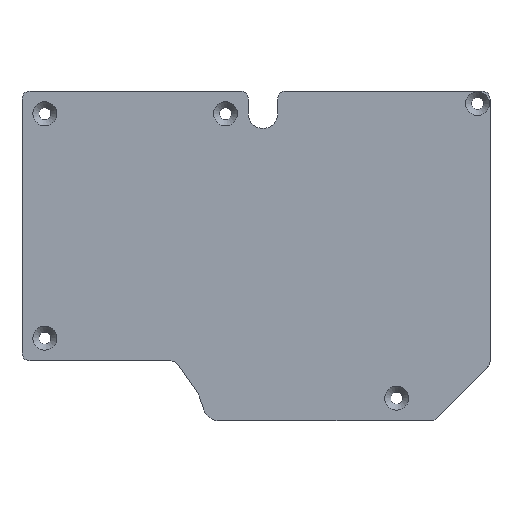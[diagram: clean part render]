
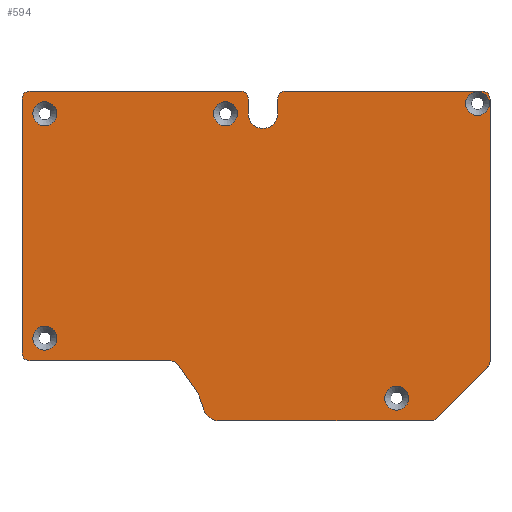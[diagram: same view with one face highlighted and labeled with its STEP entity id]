
A CAD part, top view. The second image highlights one B-rep face of the part: STEP entity #594.
In plain terms, the highlighted planar face has unit normal (0, 0, 1).
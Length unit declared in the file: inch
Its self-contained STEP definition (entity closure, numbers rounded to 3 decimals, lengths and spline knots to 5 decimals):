
#15=LINE('',#943,#59);
#16=LINE('',#947,#60);
#17=LINE('',#951,#61);
#18=LINE('',#955,#62);
#19=LINE('',#959,#63);
#20=LINE('',#963,#64);
#21=LINE('',#967,#65);
#22=LINE('',#971,#66);
#23=LINE('',#975,#67);
#24=LINE('',#979,#68);
#25=LINE('',#982,#69);
#59=VECTOR('',#765,39.37008);
#60=VECTOR('',#768,39.37008);
#61=VECTOR('',#771,39.37008);
#62=VECTOR('',#774,39.37008);
#63=VECTOR('',#777,39.37008);
#64=VECTOR('',#780,39.37008);
#65=VECTOR('',#783,39.37008);
#66=VECTOR('',#786,39.37008);
#67=VECTOR('',#789,39.37008);
#68=VECTOR('',#792,39.37008);
#69=VECTOR('',#795,39.37008);
#103=PLANE('',#663);
#142=FACE_BOUND('',#207,.T.);
#143=FACE_BOUND('',#208,.T.);
#144=FACE_BOUND('',#209,.T.);
#145=FACE_BOUND('',#210,.T.);
#146=FACE_BOUND('',#211,.T.);
#162=FACE_OUTER_BOUND('',#206,.T.);
#206=EDGE_LOOP('',(#437,#438,#439,#440,#441,#442,#443,#444,#445,#446,#447,
#448,#449,#450,#451,#452,#453,#454,#455,#456,#457,#458));
#207=EDGE_LOOP('',(#459));
#208=EDGE_LOOP('',(#460));
#209=EDGE_LOOP('',(#461));
#210=EDGE_LOOP('',(#462));
#211=EDGE_LOOP('',(#463));
#241=CIRCLE('',#640,0.08685);
#244=CIRCLE('',#645,0.08685);
#247=CIRCLE('',#650,0.08685);
#250=CIRCLE('',#655,0.08685);
#253=CIRCLE('',#660,0.08685);
#255=CIRCLE('',#664,0.0625);
#256=CIRCLE('',#665,0.0625);
#257=CIRCLE('',#666,0.12);
#258=CIRCLE('',#667,0.058);
#259=CIRCLE('',#668,0.058);
#260=CIRCLE('',#669,0.058);
#261=CIRCLE('',#670,0.058);
#262=CIRCLE('',#671,0.1065);
#263=CIRCLE('',#672,0.058);
#264=CIRCLE('',#673,0.058);
#265=CIRCLE('',#674,0.058);
#278=VERTEX_POINT('',#901);
#281=VERTEX_POINT('',#909);
#284=VERTEX_POINT('',#917);
#287=VERTEX_POINT('',#925);
#290=VERTEX_POINT('',#933);
#292=VERTEX_POINT('',#939);
#293=VERTEX_POINT('',#940);
#294=VERTEX_POINT('',#942);
#295=VERTEX_POINT('',#944);
#296=VERTEX_POINT('',#946);
#297=VERTEX_POINT('',#948);
#298=VERTEX_POINT('',#950);
#299=VERTEX_POINT('',#952);
#300=VERTEX_POINT('',#954);
#301=VERTEX_POINT('',#956);
#302=VERTEX_POINT('',#958);
#303=VERTEX_POINT('',#960);
#304=VERTEX_POINT('',#962);
#305=VERTEX_POINT('',#964);
#306=VERTEX_POINT('',#966);
#307=VERTEX_POINT('',#968);
#308=VERTEX_POINT('',#970);
#309=VERTEX_POINT('',#972);
#310=VERTEX_POINT('',#974);
#311=VERTEX_POINT('',#976);
#312=VERTEX_POINT('',#978);
#313=VERTEX_POINT('',#980);
#337=EDGE_CURVE('',#278,#278,#241,.T.);
#340=EDGE_CURVE('',#281,#281,#244,.T.);
#343=EDGE_CURVE('',#284,#284,#247,.T.);
#346=EDGE_CURVE('',#287,#287,#250,.T.);
#349=EDGE_CURVE('',#290,#290,#253,.T.);
#351=EDGE_CURVE('',#292,#293,#255,.T.);
#352=EDGE_CURVE('',#293,#294,#15,.T.);
#353=EDGE_CURVE('',#294,#295,#256,.T.);
#354=EDGE_CURVE('',#295,#296,#16,.T.);
#355=EDGE_CURVE('',#296,#297,#257,.T.);
#356=EDGE_CURVE('',#297,#298,#17,.T.);
#357=EDGE_CURVE('',#298,#299,#258,.T.);
#358=EDGE_CURVE('',#299,#300,#18,.T.);
#359=EDGE_CURVE('',#300,#301,#259,.T.);
#360=EDGE_CURVE('',#301,#302,#19,.T.);
#361=EDGE_CURVE('',#302,#303,#260,.T.);
#362=EDGE_CURVE('',#303,#304,#20,.T.);
#363=EDGE_CURVE('',#304,#305,#261,.T.);
#364=EDGE_CURVE('',#305,#306,#21,.T.);
#365=EDGE_CURVE('',#306,#307,#262,.T.);
#366=EDGE_CURVE('',#307,#308,#22,.T.);
#367=EDGE_CURVE('',#308,#309,#263,.T.);
#368=EDGE_CURVE('',#309,#310,#23,.T.);
#369=EDGE_CURVE('',#310,#311,#264,.T.);
#370=EDGE_CURVE('',#311,#312,#24,.T.);
#371=EDGE_CURVE('',#312,#313,#265,.T.);
#372=EDGE_CURVE('',#313,#292,#25,.T.);
#437=ORIENTED_EDGE('',*,*,#351,.T.);
#438=ORIENTED_EDGE('',*,*,#352,.T.);
#439=ORIENTED_EDGE('',*,*,#353,.T.);
#440=ORIENTED_EDGE('',*,*,#354,.T.);
#441=ORIENTED_EDGE('',*,*,#355,.T.);
#442=ORIENTED_EDGE('',*,*,#356,.T.);
#443=ORIENTED_EDGE('',*,*,#357,.T.);
#444=ORIENTED_EDGE('',*,*,#358,.T.);
#445=ORIENTED_EDGE('',*,*,#359,.T.);
#446=ORIENTED_EDGE('',*,*,#360,.T.);
#447=ORIENTED_EDGE('',*,*,#361,.T.);
#448=ORIENTED_EDGE('',*,*,#362,.T.);
#449=ORIENTED_EDGE('',*,*,#363,.T.);
#450=ORIENTED_EDGE('',*,*,#364,.T.);
#451=ORIENTED_EDGE('',*,*,#365,.T.);
#452=ORIENTED_EDGE('',*,*,#366,.T.);
#453=ORIENTED_EDGE('',*,*,#367,.T.);
#454=ORIENTED_EDGE('',*,*,#368,.T.);
#455=ORIENTED_EDGE('',*,*,#369,.T.);
#456=ORIENTED_EDGE('',*,*,#370,.T.);
#457=ORIENTED_EDGE('',*,*,#371,.T.);
#458=ORIENTED_EDGE('',*,*,#372,.T.);
#459=ORIENTED_EDGE('',*,*,#349,.F.);
#460=ORIENTED_EDGE('',*,*,#337,.F.);
#461=ORIENTED_EDGE('',*,*,#340,.F.);
#462=ORIENTED_EDGE('',*,*,#343,.F.);
#463=ORIENTED_EDGE('',*,*,#346,.F.);
#594=ADVANCED_FACE('',(#162,#142,#143,#144,#145,#146),#103,.F.);
#640=AXIS2_PLACEMENT_3D('',#902,#715,#716);
#645=AXIS2_PLACEMENT_3D('',#910,#725,#726);
#650=AXIS2_PLACEMENT_3D('',#918,#735,#736);
#655=AXIS2_PLACEMENT_3D('',#926,#745,#746);
#660=AXIS2_PLACEMENT_3D('',#934,#755,#756);
#663=AXIS2_PLACEMENT_3D('',#938,#761,#762);
#664=AXIS2_PLACEMENT_3D('',#941,#763,#764);
#665=AXIS2_PLACEMENT_3D('',#945,#766,#767);
#666=AXIS2_PLACEMENT_3D('',#949,#769,#770);
#667=AXIS2_PLACEMENT_3D('',#953,#772,#773);
#668=AXIS2_PLACEMENT_3D('',#957,#775,#776);
#669=AXIS2_PLACEMENT_3D('',#961,#778,#779);
#670=AXIS2_PLACEMENT_3D('',#965,#781,#782);
#671=AXIS2_PLACEMENT_3D('',#969,#784,#785);
#672=AXIS2_PLACEMENT_3D('',#973,#787,#788);
#673=AXIS2_PLACEMENT_3D('',#977,#790,#791);
#674=AXIS2_PLACEMENT_3D('',#981,#793,#794);
#715=DIRECTION('center_axis',(0.,0.,1.));
#716=DIRECTION('ref_axis',(1.,0.,0.));
#725=DIRECTION('center_axis',(0.,0.,1.));
#726=DIRECTION('ref_axis',(1.,0.,0.));
#735=DIRECTION('center_axis',(0.,0.,1.));
#736=DIRECTION('ref_axis',(1.,0.,0.));
#745=DIRECTION('center_axis',(0.,0.,1.));
#746=DIRECTION('ref_axis',(1.,0.,0.));
#755=DIRECTION('center_axis',(0.,0.,1.));
#756=DIRECTION('ref_axis',(1.,0.,0.));
#761=DIRECTION('center_axis',(0.,0.,-1.));
#762=DIRECTION('ref_axis',(-1.,0.,0.));
#763=DIRECTION('center_axis',(0.,0.,-1.));
#764=DIRECTION('ref_axis',(1.,0.,0.));
#765=DIRECTION('',(0.574,-0.819,0.));
#766=DIRECTION('center_axis',(0.,0.,-1.));
#767=DIRECTION('ref_axis',(1.,0.,0.));
#768=DIRECTION('',(0.332,-0.943,0.));
#769=DIRECTION('center_axis',(0.,0.,1.));
#770=DIRECTION('ref_axis',(1.,0.,0.));
#771=DIRECTION('',(1.,0.,0.));
#772=DIRECTION('center_axis',(0.,0.,1.));
#773=DIRECTION('ref_axis',(1.,0.,0.));
#774=DIRECTION('',(0.707,0.707,0.));
#775=DIRECTION('center_axis',(0.,0.,1.));
#776=DIRECTION('ref_axis',(1.,0.,0.));
#777=DIRECTION('',(0.,1.,0.));
#778=DIRECTION('center_axis',(0.,0.,1.));
#779=DIRECTION('ref_axis',(1.,0.,0.));
#780=DIRECTION('',(-1.,0.,0.));
#781=DIRECTION('center_axis',(0.,0.,1.));
#782=DIRECTION('ref_axis',(1.,0.,0.));
#783=DIRECTION('',(0.,-1.,0.));
#784=DIRECTION('center_axis',(0.,0.,-1.));
#785=DIRECTION('ref_axis',(1.,0.,0.));
#786=DIRECTION('',(0.,1.,0.));
#787=DIRECTION('center_axis',(0.,0.,1.));
#788=DIRECTION('ref_axis',(1.,0.,0.));
#789=DIRECTION('',(-1.,0.,0.));
#790=DIRECTION('center_axis',(0.,0.,1.));
#791=DIRECTION('ref_axis',(1.,0.,0.));
#792=DIRECTION('',(0.,-1.,0.));
#793=DIRECTION('center_axis',(0.,0.,1.));
#794=DIRECTION('ref_axis',(1.,0.,0.));
#795=DIRECTION('',(1.,0.,0.));
#901=CARTESIAN_POINT('',(0.24716,2.22,0.06));
#902=CARTESIAN_POINT('Origin',(0.16031,2.22,0.06));
#909=CARTESIAN_POINT('',(0.24716,0.59497,0.06));
#910=CARTESIAN_POINT('Origin',(0.16031,0.59497,0.06));
#917=CARTESIAN_POINT('',(1.55566,2.22,0.06));
#918=CARTESIAN_POINT('Origin',(1.46881,2.22,0.06));
#925=CARTESIAN_POINT('',(3.3812,2.294,0.06));
#926=CARTESIAN_POINT('Origin',(3.29435,2.294,0.06));
#933=CARTESIAN_POINT('',(2.79585,0.16,0.06));
#934=CARTESIAN_POINT('Origin',(2.709,0.16,0.06));
#938=CARTESIAN_POINT('Origin',(1.7405,2.22,0.06));
#939=CARTESIAN_POINT('',(1.07228,0.43,0.06));
#940=CARTESIAN_POINT('',(1.12348,0.40335,0.06));
#941=CARTESIAN_POINT('Origin',(1.07228,0.3675,0.06));
#942=CARTESIAN_POINT('',(1.26687,0.19856,0.06));
#943=CARTESIAN_POINT('',(1.12348,0.40335,0.06));
#944=CARTESIAN_POINT('',(1.27462,0.18349,0.06));
#945=CARTESIAN_POINT('Origin',(1.21567,0.16271,0.06));
#946=CARTESIAN_POINT('',(1.31283,0.0751,0.06));
#947=CARTESIAN_POINT('',(1.27462,0.18349,0.06));
#948=CARTESIAN_POINT('',(1.426,-0.005,0.06));
#949=CARTESIAN_POINT('Origin',(1.426,0.115,0.06));
#950=CARTESIAN_POINT('',(2.953,-0.005,0.06));
#951=CARTESIAN_POINT('',(1.426,-0.005,0.06));
#952=CARTESIAN_POINT('',(2.99401,0.01199,0.06));
#953=CARTESIAN_POINT('Origin',(2.953,0.053,0.06));
#954=CARTESIAN_POINT('',(3.36801,0.38599,0.06));
#955=CARTESIAN_POINT('',(2.99401,0.01199,0.06));
#956=CARTESIAN_POINT('',(3.385,0.427,0.06));
#957=CARTESIAN_POINT('Origin',(3.327,0.427,0.06));
#958=CARTESIAN_POINT('',(3.385,2.327,0.06));
#959=CARTESIAN_POINT('',(3.385,0.427,0.06));
#960=CARTESIAN_POINT('',(3.327,2.385,0.06));
#961=CARTESIAN_POINT('Origin',(3.327,2.327,0.06));
#962=CARTESIAN_POINT('',(1.905,2.385,0.06));
#963=CARTESIAN_POINT('',(3.327,2.385,0.06));
#964=CARTESIAN_POINT('',(1.847,2.327,0.06));
#965=CARTESIAN_POINT('Origin',(1.905,2.327,0.06));
#966=CARTESIAN_POINT('',(1.847,2.22,0.06));
#967=CARTESIAN_POINT('',(1.847,2.327,0.06));
#968=CARTESIAN_POINT('',(1.634,2.22,0.06));
#969=CARTESIAN_POINT('Origin',(1.7405,2.22,0.06));
#970=CARTESIAN_POINT('',(1.634,2.327,0.06));
#971=CARTESIAN_POINT('',(1.634,2.22,0.06));
#972=CARTESIAN_POINT('',(1.576,2.385,0.06));
#973=CARTESIAN_POINT('Origin',(1.576,2.327,0.06));
#974=CARTESIAN_POINT('',(0.053,2.385,0.06));
#975=CARTESIAN_POINT('',(1.576,2.385,0.06));
#976=CARTESIAN_POINT('',(-0.005,2.327,0.06));
#977=CARTESIAN_POINT('Origin',(0.053,2.327,0.06));
#978=CARTESIAN_POINT('',(-0.005,0.488,0.06));
#979=CARTESIAN_POINT('',(-0.005,2.327,0.06));
#980=CARTESIAN_POINT('',(0.053,0.43,0.06));
#981=CARTESIAN_POINT('Origin',(0.053,0.488,0.06));
#982=CARTESIAN_POINT('',(0.053,0.43,0.06));
